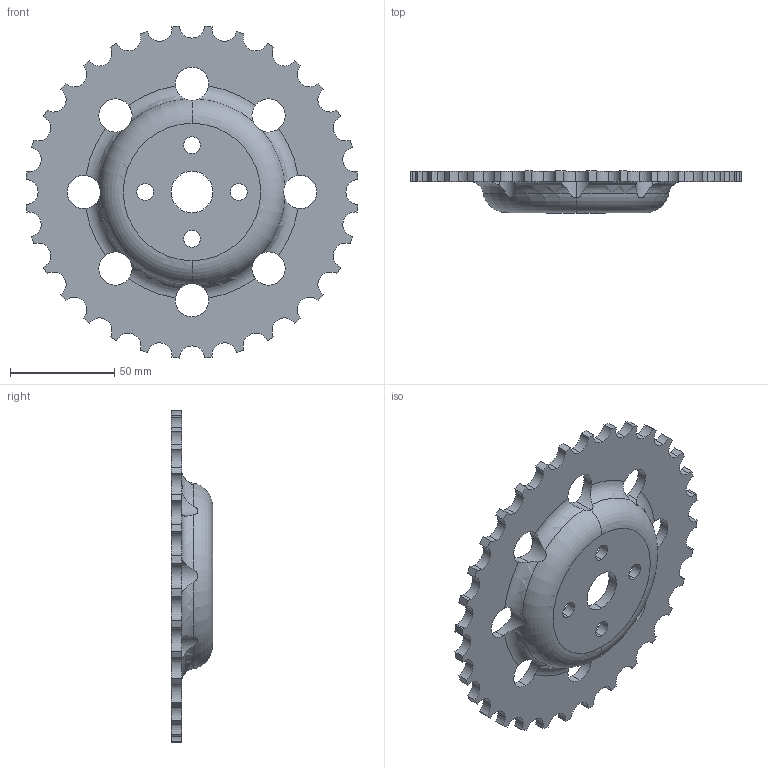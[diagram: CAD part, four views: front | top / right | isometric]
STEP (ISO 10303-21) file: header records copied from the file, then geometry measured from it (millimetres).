
FILE_DESCRIPTION (( 'STEP AP203' ), '1' );
FILE_NAME ('Example - CAD guppgift kugghjul.STEP', '2016-03-09T20:32:35', ( 'A' ), ( 'Microsoft' ), 'SwSTEP 2.0', 'SolidWorks 2016', '' );
FILE_SCHEMA (( 'CONFIG_CONTROL_DESIGN' ));
Length unit declared in the file: millimetre
Products named in the file (1): Example - CAD guppgift kugghjul
Bounding box: 159.55 x 20 x 159.55 mm (x, y, z)
Volume: 90142.2 mm3; surface area: 42673.8 mm2
Topology: 1 solids, 1 shells, 123 faces, 399 edges, 264 vertices
Faces by surface type: cylinder 105, torus 14, plane 4
Entity records: 5432 total; most frequent: CARTESIAN_POINT 1643, DIRECTION 853, ORIENTED_EDGE 798, EDGE_CURVE 399, AXIS2_PLACEMENT_3D 374, VERTEX_POINT 264, CIRCLE 250, EDGE_LOOP 135
